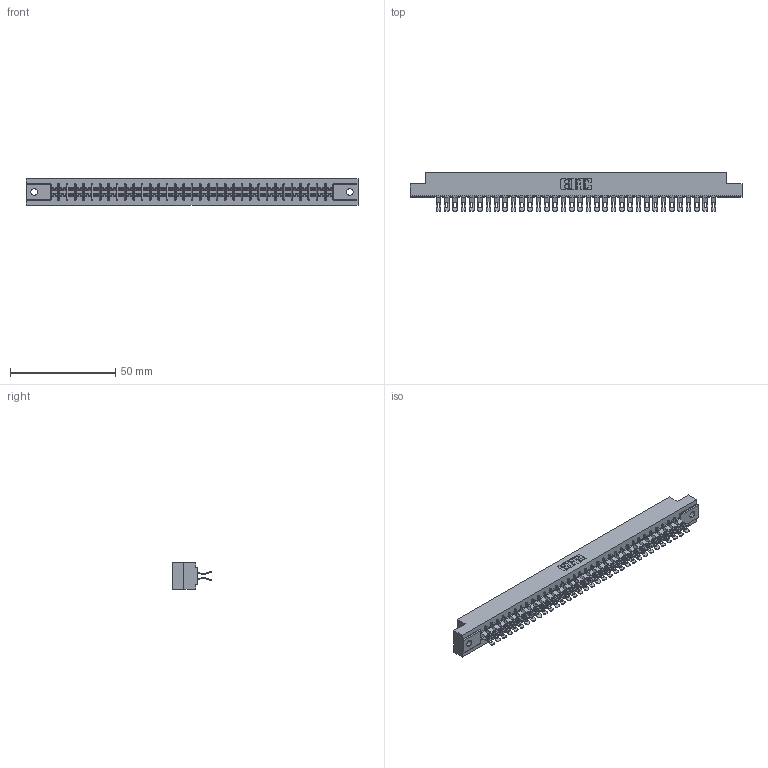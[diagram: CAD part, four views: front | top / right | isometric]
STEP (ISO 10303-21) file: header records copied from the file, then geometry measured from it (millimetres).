
FILE_DESCRIPTION (( 'STEP AP203' ), '1' );
FILE_NAME ('305-068-555-502.STEP', '2019-09-10T04:37:36', ( '' ), ( '' ), 'SwSTEP 2.0', 'SolidWorks 2016', '' );
FILE_SCHEMA (( 'CONFIG_CONTROL_DESIGN' ));
Length unit declared in the file: inch
Products named in the file (3): 305-290-001_555; 305-068-555-502; 305 Part_.128 Dia
Assembly tree (69 placements, depth 2):
  305-068-555-502
    305 Part_.128 Dia
    305-290-001_555  x68
Bounding box: 157.73 x 18.41 x 12.7 mm (x, y, z)
Volume: 16101 mm3; surface area: 22063.9 mm2
Topology: 69 solids, 69 shells, 4604 faces, 13746 edges, 8980 vertices
Faces by surface type: plane 2244, cylinder 2224, sphere 136
Entity records: 38413 total; most frequent: CARTESIAN_POINT 6374, ORIENTED_EDGE 6316, DIRECTION 6166, EDGE_CURVE 3158, VECTOR 2526, LINE 2526, VERTEX_POINT 2012, AXIS2_PLACEMENT_3D 1820
